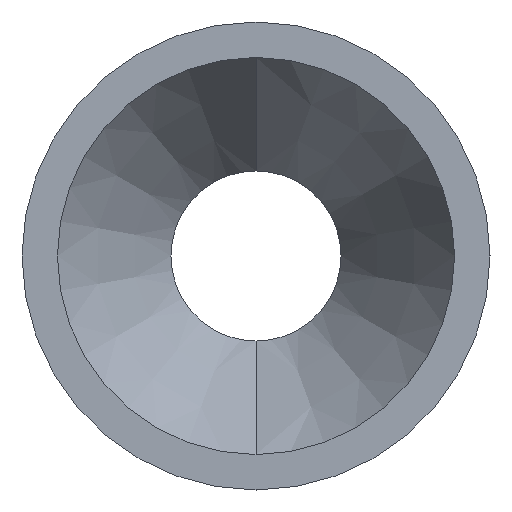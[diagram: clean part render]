
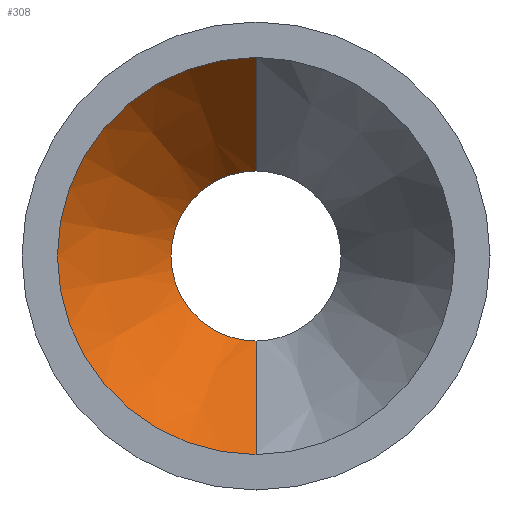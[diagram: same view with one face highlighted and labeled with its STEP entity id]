
A CAD part, front view. The second image highlights one B-rep face of the part: STEP entity #308.
In plain terms, the highlighted conical face has half-angle 30.964 degrees and reference radius 1.4 mm.
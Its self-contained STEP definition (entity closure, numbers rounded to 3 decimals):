
#14 = CONICAL_SURFACE ( 'NONE', #223, 1.4, 0.54 ) ;
#23 = VERTEX_POINT ( 'NONE', #334 ) ;
#28 = EDGE_CURVE ( 'NONE', #23, #203, #235, .T. ) ;
#29 = CARTESIAN_POINT ( 'NONE',  ( 0., -2.5, -1.4 ) ) ;
#75 = FACE_OUTER_BOUND ( 'NONE', #374, .T. ) ;
#82 = EDGE_CURVE ( 'NONE', #23, #281, #270, .T. ) ;
#89 = CARTESIAN_POINT ( 'NONE',  ( 0., -2.5, -1.4 ) ) ;
#108 = CARTESIAN_POINT ( 'NONE',  ( 0., -2.5, 0. ) ) ;
#110 = AXIS2_PLACEMENT_3D ( 'NONE', #370, #122, #478 ) ;
#122 = DIRECTION ( 'NONE',  ( 0., 1., 0. ) ) ;
#139 = DIRECTION ( 'NONE',  ( 0., -1., 0. ) ) ;
#156 = ORIENTED_EDGE ( 'NONE', *, *, #28, .T. ) ;
#181 = VECTOR ( 'NONE', #463, 1000. ) ;
#203 = VERTEX_POINT ( 'NONE', #368 ) ;
#205 = ORIENTED_EDGE ( 'NONE', *, *, #487, .F. ) ;
#208 = AXIS2_PLACEMENT_3D ( 'NONE', #108, #401, #245 ) ;
#223 = AXIS2_PLACEMENT_3D ( 'NONE', #239, #139, #342 ) ;
#235 = CIRCLE ( 'NONE', #110, 0.6 ) ;
#239 = CARTESIAN_POINT ( 'NONE',  ( 0., -2.5, 0. ) ) ;
#243 = ORIENTED_EDGE ( 'NONE', *, *, #603, .T. ) ;
#245 = DIRECTION ( 'NONE',  ( 0., 0., 1. ) ) ;
#270 = LINE ( 'NONE', #29, #541 ) ;
#281 = VERTEX_POINT ( 'NONE', #89 ) ;
#290 = CARTESIAN_POINT ( 'NONE',  ( 0., -2.5, 1.4 ) ) ;
#308 = ADVANCED_FACE ( 'NONE', ( #75 ), #14, .F. ) ;
#317 = CARTESIAN_POINT ( 'NONE',  ( 0., -2.5, 1.4 ) ) ;
#322 = DIRECTION ( 'NONE',  ( 0., -0.857, -0.514 ) ) ;
#332 = ORIENTED_EDGE ( 'NONE', *, *, #82, .F. ) ;
#334 = CARTESIAN_POINT ( 'NONE',  ( 0., -1.167, -0.6 ) ) ;
#342 = DIRECTION ( 'NONE',  ( 0., 0., -1. ) ) ;
#355 = LINE ( 'NONE', #317, #181 ) ;
#368 = CARTESIAN_POINT ( 'NONE',  ( 0., -1.167, 0.6 ) ) ;
#370 = CARTESIAN_POINT ( 'NONE',  ( 0., -1.167, 0. ) ) ;
#374 = EDGE_LOOP ( 'NONE', ( #156, #243, #205, #332 ) ) ;
#385 = VERTEX_POINT ( 'NONE', #290 ) ;
#401 = DIRECTION ( 'NONE',  ( 0., 1., 0. ) ) ;
#421 = CIRCLE ( 'NONE', #208, 1.4 ) ;
#463 = DIRECTION ( 'NONE',  ( 0., -0.857, 0.514 ) ) ;
#478 = DIRECTION ( 'NONE',  ( 0., 0., 1. ) ) ;
#487 = EDGE_CURVE ( 'NONE', #281, #385, #421, .T. ) ;
#541 = VECTOR ( 'NONE', #322, 1000. ) ;
#603 = EDGE_CURVE ( 'NONE', #203, #385, #355, .T. ) ;
